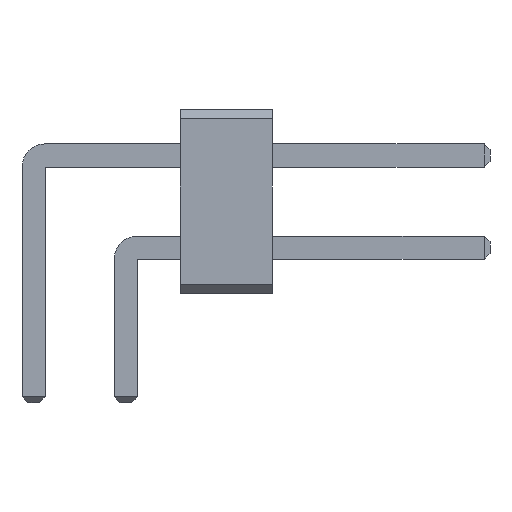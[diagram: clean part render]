
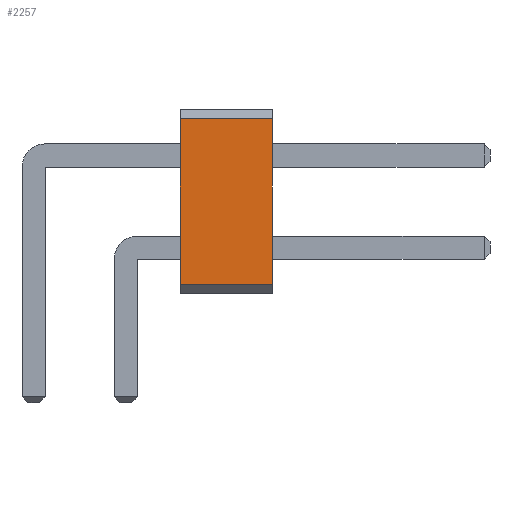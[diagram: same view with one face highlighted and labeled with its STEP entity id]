
A CAD part, front view. The second image highlights one B-rep face of the part: STEP entity #2257.
In plain terms, the highlighted planar face has unit normal (0, -1, 0).
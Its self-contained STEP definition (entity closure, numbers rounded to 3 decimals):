
#13=DIRECTION('',(0.,0.,1.));
#27=VECTOR('',#28,1.);
#28=DIRECTION('',(1.,0.,0.));
#57=DIRECTION('',(0.,-1.,0.));
#2244=VERTEX_POINT('',#2245);
#2245=CARTESIAN_POINT('',(6.58,-97.79,0.254));
#2248=EDGE_CURVE('',#2249,#2244,#2251,.T.);
#2249=VERTEX_POINT('',#2250);
#2250=CARTESIAN_POINT('',(4.04,-97.79,0.254));
#2251=LINE('',#2250,#27);
#2257=ADVANCED_FACE('',(#2258),#2275,.T.);
#2258=FACE_BOUND('',#2259,.T.);
#2259=EDGE_LOOP('',(#2260,#2261,#2267,#2272));
#2260=ORIENTED_EDGE('',*,*,#2248,.T.);
#2261=ORIENTED_EDGE('',*,*,#2262,.T.);
#2262=EDGE_CURVE('',#2244,#2263,#2265,.T.);
#2263=VERTEX_POINT('',#2264);
#2264=CARTESIAN_POINT('',(6.58,-97.79,4.826));
#2265=LINE('',#2245,#2266);
#2266=VECTOR('',#13,1.);
#2267=ORIENTED_EDGE('',*,*,#2268,.F.);
#2268=EDGE_CURVE('',#2269,#2263,#2271,.T.);
#2269=VERTEX_POINT('',#2270);
#2270=CARTESIAN_POINT('',(4.04,-97.79,4.826));
#2271=LINE('',#2270,#27);
#2272=ORIENTED_EDGE('',*,*,#2273,.F.);
#2273=EDGE_CURVE('',#2249,#2269,#2274,.T.);
#2274=LINE('',#2250,#2266);
#2275=PLANE('',#2276);
#2276=AXIS2_PLACEMENT_3D('',#2250,#57,#13);
